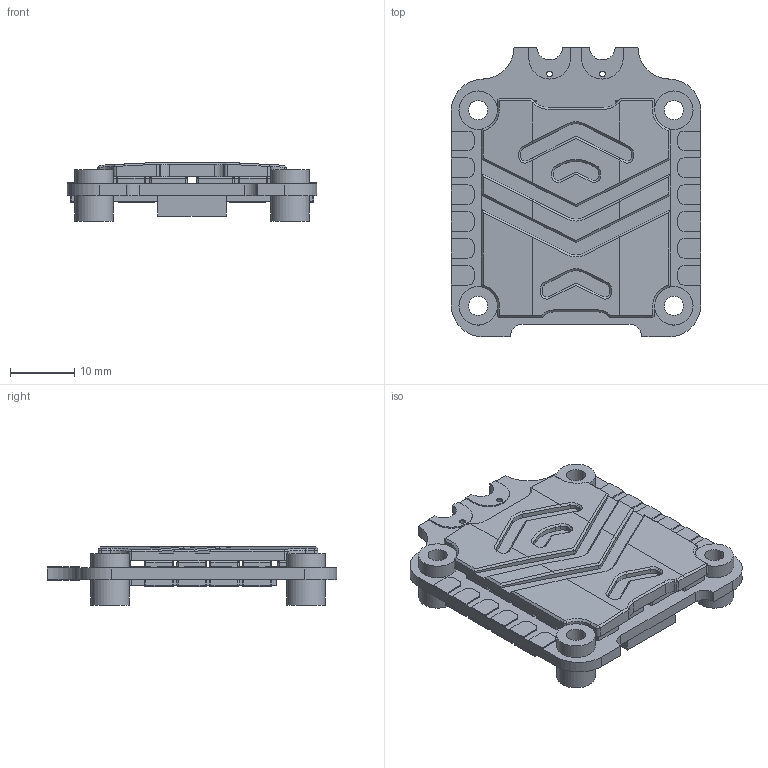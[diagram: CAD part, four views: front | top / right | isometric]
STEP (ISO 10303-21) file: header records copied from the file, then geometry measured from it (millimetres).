
FILE_DESCRIPTION(/* description */ (''),/* implementation_level */ '2;1');
FILE_NAME(/* name */ 'SPEEDYBEE_BL32_50A_V3 v3.step',/* time_stamp */ '2024-08-22T14:09:10+02:00',/* author */ (''),/* organization */ (''),/* preprocessor_version */ 'ST-DEVELOPER v20',/* originating_system */ 'Autodesk Translation Framework v13.14.0.145',/* authorisation */ '');
FILE_SCHEMA (('AUTOMOTIVE_DESIGN { 1 0 10303 214 3 1 1 }'));
Length unit declared in the file: millimetre
Products named in the file (2): SPEEDYBEE_BL32_50A_V3; PCB
Assembly tree (1 placements, depth 2):
  SPEEDYBEE_BL32_50A_V3
    PCB
Bounding box: 38.9 x 45.2 x 9.1 mm (x, y, z)
Volume: 6627.6 mm3; surface area: 10757.1 mm2
Topology: 46 solids, 46 shells, 856 faces, 1892 edges, 1138 vertices
Faces by surface type: plane 400, cylinder 302, sphere 96, bspline 34, cone 24
Full cylindrical faces by diameter (mm): 0.9 x2, 1.1 x4, 3 x4, 4.1 x2, 4.101 x6, 6 x8
Entity records: 23983 total; most frequent: CARTESIAN_POINT 4699, DIRECTION 4084, ORIENTED_EDGE 3784, EDGE_CURVE 1892, AXIS2_PLACEMENT_3D 1435, LINE 1214, VECTOR 1214, VERTEX_POINT 1138
